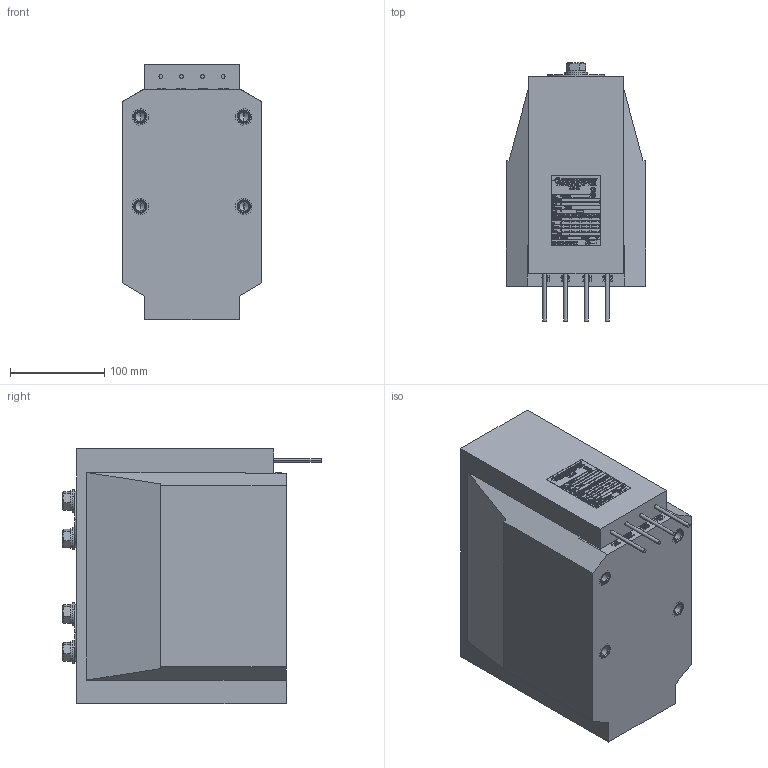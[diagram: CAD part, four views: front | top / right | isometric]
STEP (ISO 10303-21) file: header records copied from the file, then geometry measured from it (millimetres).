
FILE_DESCRIPTION (( 'STEP AP214' ), '1' );
FILE_NAME ('ﾒﾋﾊ-ﾑﾒ-10-10 (5ﾀ-1500ﾀ).STEP', '2023-06-27T07:40:23', ( '' ), ( '' ), 'SwSTEP 2.0', 'SolidWorks 2014', '' );
FILE_SCHEMA (( 'AUTOMOTIVE_DESIGN' ));
Length unit declared in the file: millimetre
Products named in the file (13): curved spring lock washer_din_Spring washer DIN 128 - A5; ﾒﾋﾊ-ﾑﾒ-10-10 (5ﾀ-1500ﾀ); hex screw gradec_din_ISO 4018 - M12 x 25-NN; hex screw gradec_din_ISO 4018 - M5 x 10-NN; ÂÅÈÓ.754312.182À Òàáëè÷êà òåõíè÷åñêèõ äàííûõ ÒËÊ-ÑÒ__-00; .538 ﾒﾋﾊ-ﾑﾒ-10-10 (5ﾀ-1500ﾀ); ÂÅÈÓ.758472.006 Ãàéêà ñïåöèàëüíàÿ; ÂÅÈÓ.758472.007-02  Ãàéêà; Êîðïóñ ÒËÊ-10-10 (5À-1500À); 屡扔.757465.006 袜觐礤黜桕; plain washer grade c_din_Washer DIN 126 - 13.5; plain washer grade c_din_Washer DIN 126 - 5.5; curved spring lock washer_din_Spring washer DIN 128 - A12
Assembly tree (25 placements, depth 3):
  ﾒﾋﾊ-ﾑﾒ-10-10 (5ﾀ-1500ﾀ)
    .538 ﾒﾋﾊ-ﾑﾒ-10-10 (5ﾀ-1500ﾀ)
      Êîðïóñ ÒËÊ-10-10 (5À-1500À)
      屡扔.757465.006 袜觐礤黜桕  x2
      ÂÅÈÓ.758472.007-02  Ãàéêà
      ÂÅÈÓ.758472.006 Ãàéêà ñïåöèàëüíàÿ  x4
    hex screw gradec_din_ISO 4018 - M5 x 10-NN
    hex screw gradec_din_ISO 4018 - M12 x 25-NN  x4
    curved spring lock washer_din_Spring washer DIN 128 - A5
    curved spring lock washer_din_Spring washer DIN 128 - A12  x4
    plain washer grade c_din_Washer DIN 126 - 5.5
    plain washer grade c_din_Washer DIN 126 - 13.5  x4
    ÂÅÈÓ.754312.182À Òàáëè÷êà òåõíè÷åñêèõ äàííûõ ÒËÊ-ÑÒ__-00
Bounding box: 148 x 273.55 x 270.6 mm (x, y, z)
Volume: 7740290.8 mm3; surface area: 315697.6 mm2
Topology: 28 solids, 32 shells, 3435 faces, 9015 edges, 5939 vertices
Faces by surface type: plane 2057, bspline 1042, cylinder 186, cone 122, torus 28
Entity records: 176361 total; most frequent: CARTESIAN_POINT 74228, ORIENTED_EDGE 16910, DIRECTION 10991, EDGE_CURVE 8455, VECTOR 6029, LINE 6029, VERTEX_POINT 5614, EDGE_LOOP 3521
